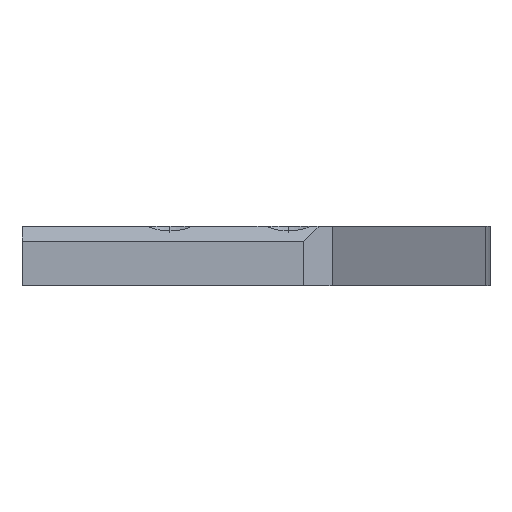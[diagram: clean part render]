
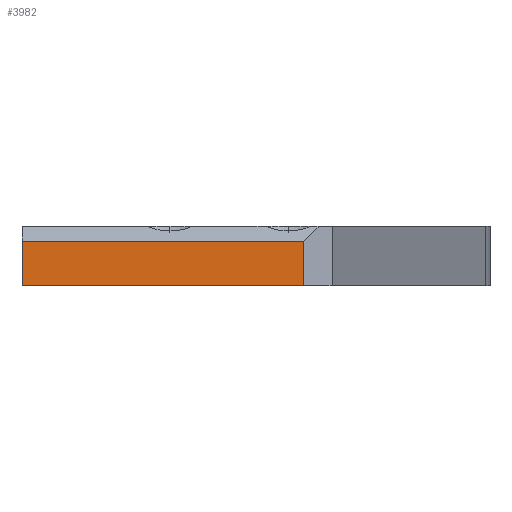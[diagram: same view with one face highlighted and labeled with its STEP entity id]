
A CAD part, left-side view. The second image highlights one B-rep face of the part: STEP entity #3982.
In plain terms, the highlighted planar face has unit normal (-1, 0, 0).
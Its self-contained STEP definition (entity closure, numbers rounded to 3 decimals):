
#106 = VECTOR ( 'NONE', #1293, 1000. ) ;
#244 = LINE ( 'NONE', #2265, #3240 ) ;
#274 = ORIENTED_EDGE ( 'NONE', *, *, #1923, .T. ) ;
#295 = DIRECTION ( 'NONE',  ( 0., 0., 1. ) ) ;
#489 = FACE_OUTER_BOUND ( 'NONE', #2692, .T. ) ;
#573 = CARTESIAN_POINT ( 'NONE',  ( -90., 0., -8. ) ) ;
#619 = CARTESIAN_POINT ( 'NONE',  ( -90., 0., -8. ) ) ;
#694 = EDGE_CURVE ( 'NONE', #3109, #1114, #2200, .T. ) ;
#760 = EDGE_CURVE ( 'NONE', #3109, #3599, #244, .T. ) ;
#903 = DIRECTION ( 'NONE',  ( -1., 0., 0. ) ) ;
#1114 = VERTEX_POINT ( 'NONE', #1341 ) ;
#1131 = EDGE_CURVE ( 'NONE', #2602, #1114, #3323, .T. ) ;
#1208 = CARTESIAN_POINT ( 'NONE',  ( -90., -38., -8. ) ) ;
#1263 = CARTESIAN_POINT ( 'NONE',  ( -90., -38., -8. ) ) ;
#1293 = DIRECTION ( 'NONE',  ( 0., 0., 1. ) ) ;
#1341 = CARTESIAN_POINT ( 'NONE',  ( -90., 0., -2. ) ) ;
#1610 = LINE ( 'NONE', #1208, #2324 ) ;
#1662 = DIRECTION ( 'NONE',  ( 0., -1., 0. ) ) ;
#1923 = EDGE_CURVE ( 'NONE', #3599, #2602, #1610, .T. ) ;
#2077 = PLANE ( 'NONE',  #3461 ) ;
#2170 = DIRECTION ( 'NONE',  ( 0., 0., 1. ) ) ;
#2200 = LINE ( 'NONE', #3768, #106 ) ;
#2220 = CARTESIAN_POINT ( 'NONE',  ( -90., -38., -2. ) ) ;
#2265 = CARTESIAN_POINT ( 'NONE',  ( -90., 0., -8. ) ) ;
#2324 = VECTOR ( 'NONE', #2170, 1000. ) ;
#2331 = ORIENTED_EDGE ( 'NONE', *, *, #694, .F. ) ;
#2552 = DIRECTION ( 'NONE',  ( 0., 1., 0. ) ) ;
#2602 = VERTEX_POINT ( 'NONE', #2220 ) ;
#2649 = ORIENTED_EDGE ( 'NONE', *, *, #1131, .T. ) ;
#2692 = EDGE_LOOP ( 'NONE', ( #274, #2649, #2331, #3745 ) ) ;
#3109 = VERTEX_POINT ( 'NONE', #619 ) ;
#3176 = CARTESIAN_POINT ( 'NONE',  ( -90., 0., -2. ) ) ;
#3230 = VECTOR ( 'NONE', #2552, 1000. ) ;
#3240 = VECTOR ( 'NONE', #1662, 1000. ) ;
#3323 = LINE ( 'NONE', #3176, #3230 ) ;
#3461 = AXIS2_PLACEMENT_3D ( 'NONE', #573, #903, #295 ) ;
#3599 = VERTEX_POINT ( 'NONE', #1263 ) ;
#3745 = ORIENTED_EDGE ( 'NONE', *, *, #760, .T. ) ;
#3768 = CARTESIAN_POINT ( 'NONE',  ( -90., 0., -8. ) ) ;
#3982 = ADVANCED_FACE ( 'NONE', ( #489 ), #2077, .T. ) ;
